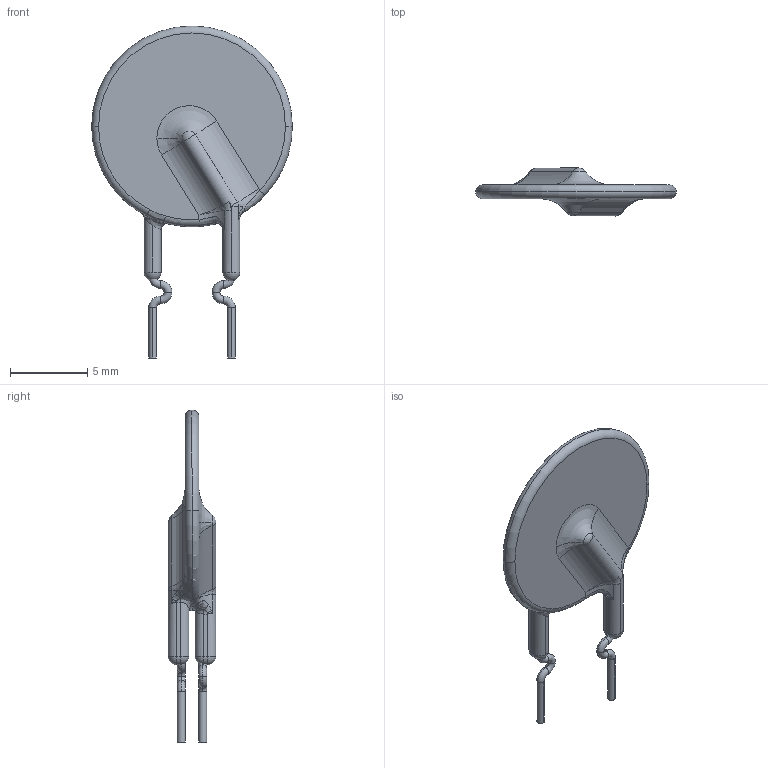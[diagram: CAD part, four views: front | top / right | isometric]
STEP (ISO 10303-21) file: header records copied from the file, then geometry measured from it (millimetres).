
FILE_DESCRIPTION(('FreeCAD Model'),'2;1');
FILE_NAME('Open CASCADE Shape Model','2023-05-10T09:13:29',( 'kicad StepUp'),('ksu MCAD'),'Open CASCADE STEP processor 7.6', 'FreeCAD','Unknown');
FILE_SCHEMA(('AUTOMOTIVE_DESIGN { 1 0 10303 214 1 1 1 1 }'));
Length unit declared in the file: millimetre
Products named in the file (1): PTC_Disc_D13.0mm_W3.0mm_P5.1mm
Bounding box: 13 x 3.1 x 21.5 mm (x, y, z)
Volume: 153.8 mm3; surface area: 363 mm2
Topology: 3 solids, 3 shells, 116 faces, 269 edges, 148 vertices
Faces by surface type: cylinder 35, torus 31, bspline 29, plane 12, sphere 9
Entity records: 4916 total; most frequent: CARTESIAN_POINT 1642, DIRECTION 519, ORIENTED_EDGE 516, EDGE_CURVE 258, AXIS2_PLACEMENT_3D 237, CIRCLE 149, VERTEX_POINT 148, PRESENTATION_STYLE_ASSIGNMENT 119
